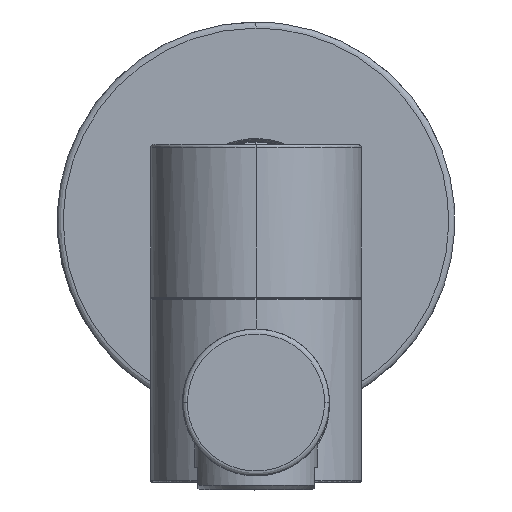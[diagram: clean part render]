
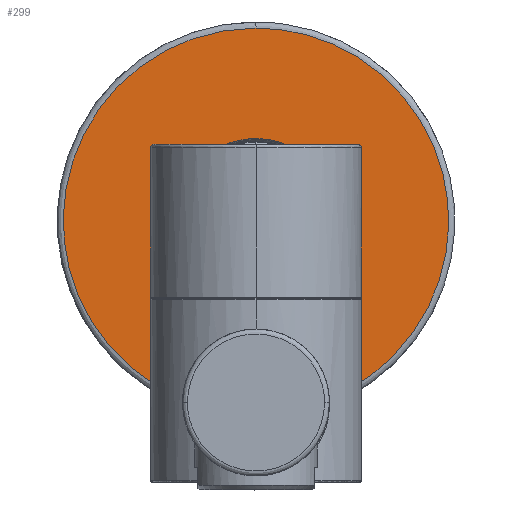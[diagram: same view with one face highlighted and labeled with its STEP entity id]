
A CAD part, front view. The second image highlights one B-rep face of the part: STEP entity #299.
In plain terms, the highlighted face is planar.
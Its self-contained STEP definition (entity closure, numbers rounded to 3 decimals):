
#299=ADVANCED_FACE('',(#1235,#1047),#12370,.T.);
#1047=FACE_BOUND('',#2076,.T.);
#1235=FACE_OUTER_BOUND('',#2075,.T.);
#2075=EDGE_LOOP('',(#3295,#3296));
#2076=EDGE_LOOP('',(#3297,#3298));
#3295=ORIENTED_EDGE('',*,*,#7156,.T.);
#3296=ORIENTED_EDGE('',*,*,#7160,.T.);
#3297=ORIENTED_EDGE('',*,*,#7201,.T.);
#3298=ORIENTED_EDGE('',*,*,#7204,.T.);
#7156=EDGE_CURVE('',#11164,#11165,#9128,.T.);
#7160=EDGE_CURVE('',#11165,#11164,#9132,.T.);
#7201=EDGE_CURVE('',#11167,#11166,#9157,.T.);
#7204=EDGE_CURVE('',#11166,#11167,#9158,.T.);
#9128=(
BOUNDED_CURVE()
B_SPLINE_CURVE(2,(#18937,#18938,#18939,#18940,#18941),.UNSPECIFIED.,.F.,
 .F.)
B_SPLINE_CURVE_WITH_KNOTS((3,2,3),(0.,49.48,98.96),
 .UNSPECIFIED.)
CURVE()
GEOMETRIC_REPRESENTATION_ITEM()
RATIONAL_B_SPLINE_CURVE((1.,0.707,1.,0.707,1.))
REPRESENTATION_ITEM('')
);
#9132=(
BOUNDED_CURVE()
B_SPLINE_CURVE(2,(#18953,#18954,#18955,#18956,#18957),.UNSPECIFIED.,.F.,
 .F.)
B_SPLINE_CURVE_WITH_KNOTS((3,2,3),(0.,49.48,98.96),
 .UNSPECIFIED.)
CURVE()
GEOMETRIC_REPRESENTATION_ITEM()
RATIONAL_B_SPLINE_CURVE((1.,0.707,1.,0.707,1.))
REPRESENTATION_ITEM('')
);
#9157=(
BOUNDED_CURVE()
B_SPLINE_CURVE(2,(#19110,#19111,#19112,#19113,#19114),.UNSPECIFIED.,.F.,
 .F.)
B_SPLINE_CURVE_WITH_KNOTS((3,2,3),(0.,21.127,42.254),
 .UNSPECIFIED.)
CURVE()
GEOMETRIC_REPRESENTATION_ITEM()
RATIONAL_B_SPLINE_CURVE((1.,0.707,1.,0.707,1.))
REPRESENTATION_ITEM('')
);
#9158=(
BOUNDED_CURVE()
B_SPLINE_CURVE(2,(#19119,#19120,#19121,#19122,#19123),.UNSPECIFIED.,.F.,
 .F.)
B_SPLINE_CURVE_WITH_KNOTS((3,2,3),(0.,21.127,42.254),
 .UNSPECIFIED.)
CURVE()
GEOMETRIC_REPRESENTATION_ITEM()
RATIONAL_B_SPLINE_CURVE((1.,0.707,1.,0.707,1.))
REPRESENTATION_ITEM('')
);
#11164=VERTEX_POINT('',#18895);
#11165=VERTEX_POINT('',#18896);
#11166=VERTEX_POINT('',#18897);
#11167=VERTEX_POINT('',#18898);
#12370=PLANE('',#13688);
#13688=AXIS2_PLACEMENT_3D('',#18565,#14492,$);
#14492=DIRECTION('',(0.,0.,1.));
#18565=CARTESIAN_POINT('',(-37.911,-37.911,6.5));
#18895=CARTESIAN_POINT('',(31.5,0.,6.5));
#18896=CARTESIAN_POINT('',(-31.5,0.,6.5));
#18897=CARTESIAN_POINT('',(0.,13.45,6.5));
#18898=CARTESIAN_POINT('',(0.,-13.45,6.5));
#18937=CARTESIAN_POINT('',(31.5,0.,6.5));
#18938=CARTESIAN_POINT('',(31.5,31.5,6.5));
#18939=CARTESIAN_POINT('',(0.,31.5,6.5));
#18940=CARTESIAN_POINT('',(-31.5,31.5,6.5));
#18941=CARTESIAN_POINT('',(-31.5,0.,6.5));
#18953=CARTESIAN_POINT('',(-31.5,0.,6.5));
#18954=CARTESIAN_POINT('',(-31.5,-31.5,6.5));
#18955=CARTESIAN_POINT('',(0.,-31.5,6.5));
#18956=CARTESIAN_POINT('',(31.5,-31.5,6.5));
#18957=CARTESIAN_POINT('',(31.5,0.,6.5));
#19110=CARTESIAN_POINT('',(0.,-13.45,6.5));
#19111=CARTESIAN_POINT('',(-13.45,-13.45,6.5));
#19112=CARTESIAN_POINT('',(-13.45,0.,6.5));
#19113=CARTESIAN_POINT('',(-13.45,13.45,6.5));
#19114=CARTESIAN_POINT('',(0.,13.45,6.5));
#19119=CARTESIAN_POINT('',(0.,13.45,6.5));
#19120=CARTESIAN_POINT('',(13.45,13.45,6.5));
#19121=CARTESIAN_POINT('',(13.45,0.,6.5));
#19122=CARTESIAN_POINT('',(13.45,-13.45,6.5));
#19123=CARTESIAN_POINT('',(0.,-13.45,6.5));
